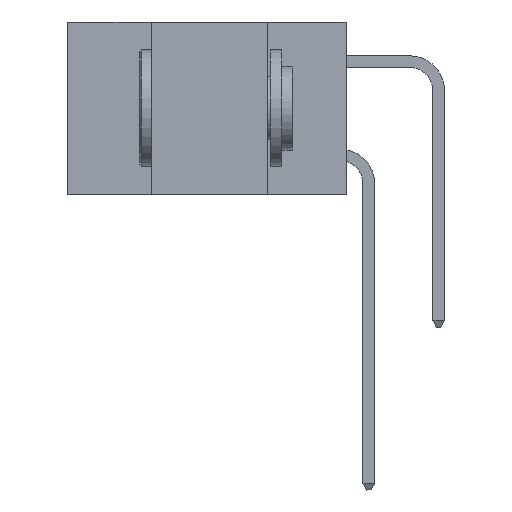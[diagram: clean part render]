
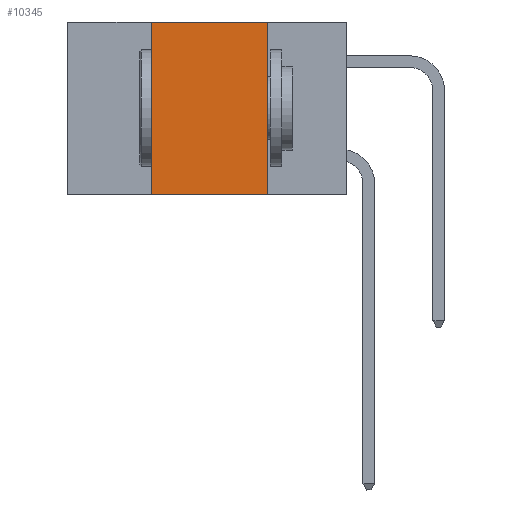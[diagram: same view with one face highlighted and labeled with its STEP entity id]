
A CAD part, left-side view. The second image highlights one B-rep face of the part: STEP entity #10345.
In plain terms, the highlighted planar face has unit normal (-1, 0, 0).
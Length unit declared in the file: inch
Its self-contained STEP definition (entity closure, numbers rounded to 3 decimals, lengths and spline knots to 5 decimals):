
#580 = VECTOR ( 'NONE', #19184, 39.37008 ) ;
#1766 = CARTESIAN_POINT ( 'NONE',  ( 0., 0.6, 0. ) ) ;
#2975 = ORIENTED_EDGE ( 'NONE', *, *, #4618, .F. ) ;
#2991 = CARTESIAN_POINT ( 'NONE',  ( 0., 0.6, 0. ) ) ;
#4618 = EDGE_CURVE ( 'NONE', #6405, #38868, #21553, .T. ) ;
#4767 = LINE ( 'NONE', #32928, #580 ) ;
#6405 = VERTEX_POINT ( 'NONE', #11613 ) ;
#7626 = LINE ( 'NONE', #25363, #41546 ) ;
#8729 = DIRECTION ( 'NONE',  ( 0., -1., 0. ) ) ;
#10221 = PLANE ( 'NONE',  #24430 ) ;
#10345 = ADVANCED_FACE ( 'NONE', ( #21823 ), #10221, .F. ) ;
#11613 = CARTESIAN_POINT ( 'NONE',  ( 0., 0.42, 0. ) ) ;
#14523 = EDGE_LOOP ( 'NONE', ( #15118, #2975, #34634, #40665 ) ) ;
#15118 = ORIENTED_EDGE ( 'NONE', *, *, #19903, .F. ) ;
#18376 = VERTEX_POINT ( 'NONE', #34896 ) ;
#19184 = DIRECTION ( 'NONE',  ( 0., 0., -1. ) ) ;
#19903 = EDGE_CURVE ( 'NONE', #38868, #38257, #4767, .T. ) ;
#21553 = LINE ( 'NONE', #1766, #36193 ) ;
#21823 = FACE_OUTER_BOUND ( 'NONE', #14523, .T. ) ;
#24430 = AXIS2_PLACEMENT_3D ( 'NONE', #2991, #33143, #26550 ) ;
#25363 = CARTESIAN_POINT ( 'NONE',  ( 0., 0.6, -0.37 ) ) ;
#26550 = DIRECTION ( 'NONE',  ( 0., 0., -1. ) ) ;
#30600 = EDGE_CURVE ( 'NONE', #18376, #6405, #38024, .T. ) ;
#32509 = CARTESIAN_POINT ( 'NONE',  ( 0., 0.17, -0.37 ) ) ;
#32928 = CARTESIAN_POINT ( 'NONE',  ( 0., 0.17, 0. ) ) ;
#33143 = DIRECTION ( 'NONE',  ( 1., 0., 0. ) ) ;
#33837 = DIRECTION ( 'NONE',  ( 0., 0., 1. ) ) ;
#34132 = CARTESIAN_POINT ( 'NONE',  ( 0., 0.42, 0. ) ) ;
#34634 = ORIENTED_EDGE ( 'NONE', *, *, #30600, .F. ) ;
#34896 = CARTESIAN_POINT ( 'NONE',  ( 0., 0.42, -0.37 ) ) ;
#36193 = VECTOR ( 'NONE', #41413, 39.37008 ) ;
#38024 = LINE ( 'NONE', #34132, #41641 ) ;
#38257 = VERTEX_POINT ( 'NONE', #32509 ) ;
#38868 = VERTEX_POINT ( 'NONE', #42509 ) ;
#40097 = EDGE_CURVE ( 'NONE', #18376, #38257, #7626, .T. ) ;
#40665 = ORIENTED_EDGE ( 'NONE', *, *, #40097, .T. ) ;
#41413 = DIRECTION ( 'NONE',  ( 0., -1., 0. ) ) ;
#41546 = VECTOR ( 'NONE', #8729, 39.37008 ) ;
#41641 = VECTOR ( 'NONE', #33837, 39.37008 ) ;
#42509 = CARTESIAN_POINT ( 'NONE',  ( 0., 0.17, 0. ) ) ;
